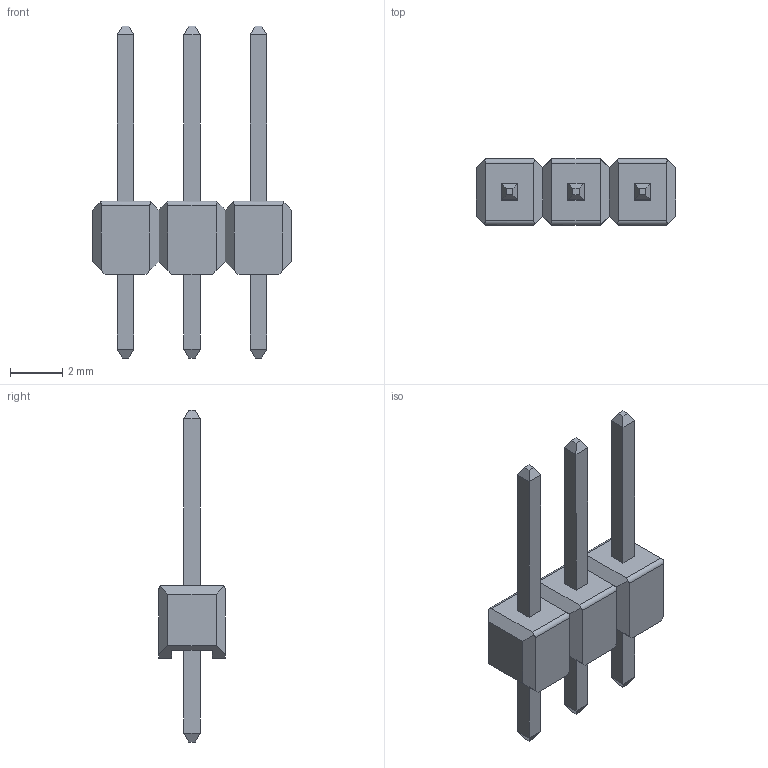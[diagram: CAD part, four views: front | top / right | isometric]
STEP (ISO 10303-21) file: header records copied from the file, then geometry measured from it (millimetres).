
FILE_DESCRIPTION(('FreeCAD Model'),'2;1');
FILE_NAME('header_1x3_TH_2_54mm.step','2016-03-18T17:02:42',('Author'),('') ,'Open CASCADE STEP processor 6.8','FreeCAD','Unknown');
FILE_SCHEMA(('AUTOMOTIVE_DESIGN_CC2 { 1 2 10303 214 -1 1 5 4 }'));
Length unit declared in the file: millimetre
Products named in the file (2): ASSEMBLY; Clone_of_header_3pos_th_male_fp002
Assembly tree (1 placements, depth 2):
  ASSEMBLY
    Clone_of_header_3pos_th_male_fp002
Bounding box: 7.62 x 2.54 x 12.7 mm (x, y, z)
Surface area: 178.5 mm2 (no closed solid volume)
Topology: 0 solids, 1 shells, 116 faces, 313 edges, 196 vertices
Faces by surface type: plane 110, cylinder 6
Entity records: 9193 total; most frequent: CARTESIAN_POINT 2255, DIRECTION 1085, LINE 849, VECTOR 849, ORIENTED_EDGE 620, PCURVE 620, DEFINITIONAL_REPRESENTATION 620, EDGE_CURVE 313
